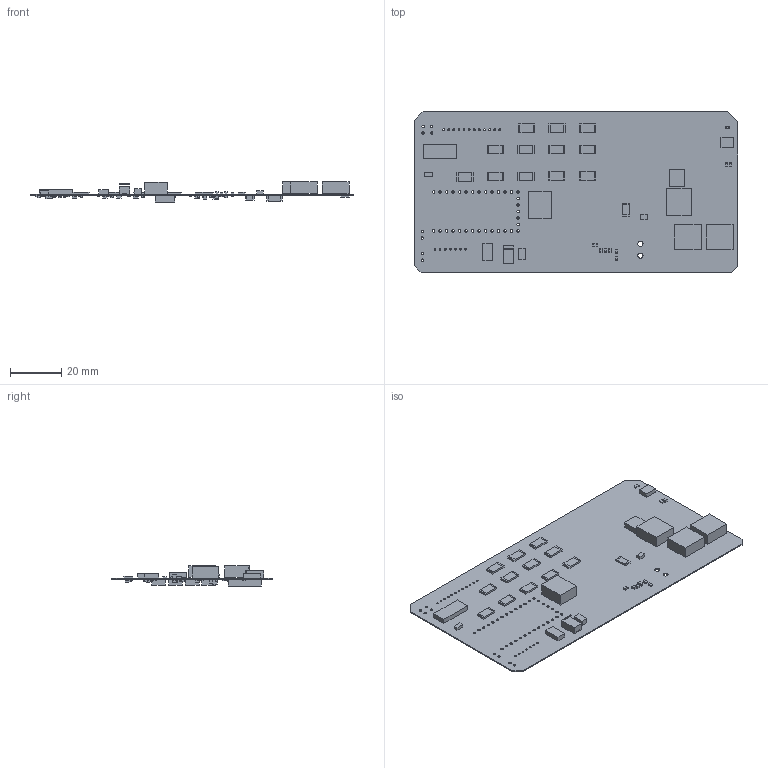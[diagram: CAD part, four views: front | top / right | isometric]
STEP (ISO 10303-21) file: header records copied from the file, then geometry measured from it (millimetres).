
FILE_DESCRIPTION(('Open CASCADE Model'),'2;1');
FILE_NAME('Open CASCADE Shape Model','2015-10-11T01:03:19',('Author'),( 'Open CASCADE'),'Open CASCADE STEP processor 6.8','Open CASCADE 6.8' ,'Unknown');
FILE_SCHEMA(('AUTOMOTIVE_DESIGN { 1 0 10303 214 1 1 1 1 }'));
Length unit declared in the file: millimetre
Products named in the file (212): PCB; Board; U8; 638026208; Extruded; D18; 638020448; D17; 638021888; C1; 638019168; 638019648; C2; C3; C4; C5; C6; C7; C8; C9; C10; C11; C12; C13; C14; C15; C16; C17; C20; 638022208; 638022368; C21; 638025408; 638025568; 638025728; 638025888; C23; 638022528; 638022688; C24 ...
Assembly tree (487 placements, depth 4):
  PCB
    Board
    U8
      638026208
        Extruded
    D18
      638020448
        Extruded
    D17
      638021888
        Extruded
    C1
      638019168
        Extruded
      638019648  x2
        Extruded
    C2
      638019168
        Extruded
      638019648  x2
        Extruded
    C3
      638019168
        Extruded
      638019648  x2
        Extruded
    C4
      638019168
        Extruded
      638019648  x2
        Extruded
    C5
      638019168
        Extruded
      638019648  x2
        Extruded
    C6
      638019168
        Extruded
      638019648  x2
        Extruded
    C7
      638019168
        Extruded
      638019648  x2
        Extruded
    C8
      638019168
        Extruded
      638019648  x2
        Extruded
    C9
      638019168
        Extruded
      638019648  x2
        Extruded
    C10
      638019168
        Extruded
      638019648  x2
Bounding box: 126.62 x 62.99 x 7.89 mm (x, y, z)
Volume: 6405.2 mm3; surface area: 21231.3 mm2
Topology: 320 solids, 320 shells, 1995 faces, 4065 edges, 2710 vertices
Faces by surface type: plane 1933, cylinder 62
Full cylindrical faces by diameter (mm): 0.711 x19, 0.9 x8, 0.965 x33, 2.032 x2
Entity records: 26078 total; most frequent: CARTESIAN_POINT 4332, DIRECTION 3913, LINE 2011, VECTOR 2011, ORIENTED_EDGE 1506, PCURVE 1506, DEFINITIONAL_REPRESENTATION 1506, AXIS2_PLACEMENT_3D 951
